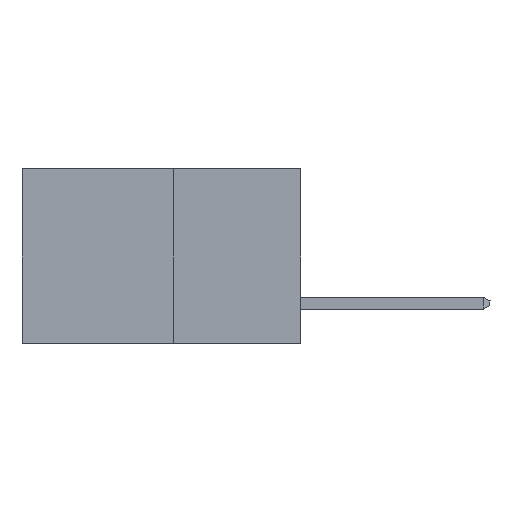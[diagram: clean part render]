
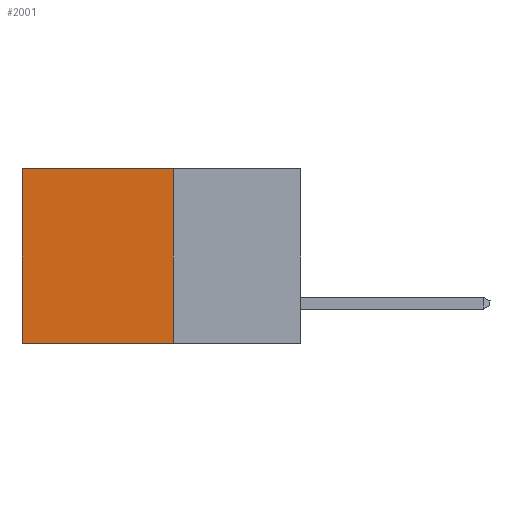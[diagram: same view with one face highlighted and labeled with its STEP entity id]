
A CAD part, left-side view. The second image highlights one B-rep face of the part: STEP entity #2001.
In plain terms, the highlighted planar face has unit normal (-1, 0, 0).
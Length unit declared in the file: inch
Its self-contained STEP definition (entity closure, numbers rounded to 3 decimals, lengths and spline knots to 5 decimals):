
#101 = VERTEX_POINT ( 'NONE', #13902 ) ;
#1147 = ORIENTED_EDGE ( 'NONE', *, *, #11272, .F. ) ;
#1219 = LINE ( 'NONE', #19440, #19692 ) ;
#1463 = VECTOR ( 'NONE', #22716, 39.37008 ) ;
#1904 = CARTESIAN_POINT ( 'NONE',  ( 0.277, 0.27, -0.37 ) ) ;
#1946 = DIRECTION ( 'NONE',  ( 0., 1., 0. ) ) ;
#2001 = ADVANCED_FACE ( 'NONE', ( #5737 ), #17973, .F. ) ;
#2362 = EDGE_LOOP ( 'NONE', ( #2796, #21068, #1147, #13320 ) ) ;
#2796 = ORIENTED_EDGE ( 'NONE', *, *, #4398, .T. ) ;
#3912 = VERTEX_POINT ( 'NONE', #23857 ) ;
#4398 = EDGE_CURVE ( 'NONE', #3912, #19790, #19437, .T. ) ;
#5737 = FACE_OUTER_BOUND ( 'NONE', #2362, .T. ) ;
#6852 = DIRECTION ( 'NONE',  ( 0., 0., -1. ) ) ;
#8471 = LINE ( 'NONE', #1904, #11631 ) ;
#9671 = VECTOR ( 'NONE', #6852, 39.37008 ) ;
#10473 = VERTEX_POINT ( 'NONE', #17791 ) ;
#11272 = EDGE_CURVE ( 'NONE', #10473, #101, #1219, .T. ) ;
#11321 = LINE ( 'NONE', #17265, #1463 ) ;
#11631 = VECTOR ( 'NONE', #1946, 39.37008 ) ;
#13320 = ORIENTED_EDGE ( 'NONE', *, *, #23847, .T. ) ;
#13902 = CARTESIAN_POINT ( 'NONE',  ( 0.277, 0.27, -0.37 ) ) ;
#15977 = CARTESIAN_POINT ( 'NONE',  ( 0.277, 0.59, -0.37 ) ) ;
#17265 = CARTESIAN_POINT ( 'NONE',  ( 0.277, 0.27, 0. ) ) ;
#17791 = CARTESIAN_POINT ( 'NONE',  ( 0.277, 0.27, 0. ) ) ;
#17806 = DIRECTION ( 'NONE',  ( 0., 0., -1. ) ) ;
#17858 = DIRECTION ( 'NONE',  ( 1., 0., 0. ) ) ;
#17963 = CARTESIAN_POINT ( 'NONE',  ( 0.277, 0.27, -0.37 ) ) ;
#17973 = PLANE ( 'NONE',  #21568 ) ;
#19437 = LINE ( 'NONE', #15977, #9671 ) ;
#19440 = CARTESIAN_POINT ( 'NONE',  ( 0.277, 0.27, -0.37 ) ) ;
#19692 = VECTOR ( 'NONE', #21254, 39.37008 ) ;
#19790 = VERTEX_POINT ( 'NONE', #19979 ) ;
#19979 = CARTESIAN_POINT ( 'NONE',  ( 0.277, 0.59, -0.37 ) ) ;
#21068 = ORIENTED_EDGE ( 'NONE', *, *, #23601, .F. ) ;
#21254 = DIRECTION ( 'NONE',  ( 0., 0., -1. ) ) ;
#21568 = AXIS2_PLACEMENT_3D ( 'NONE', #17963, #17858, #17806 ) ;
#22716 = DIRECTION ( 'NONE',  ( 0., 1., 0. ) ) ;
#23601 = EDGE_CURVE ( 'NONE', #101, #19790, #8471, .T. ) ;
#23847 = EDGE_CURVE ( 'NONE', #10473, #3912, #11321, .T. ) ;
#23857 = CARTESIAN_POINT ( 'NONE',  ( 0.277, 0.59, 0. ) ) ;
